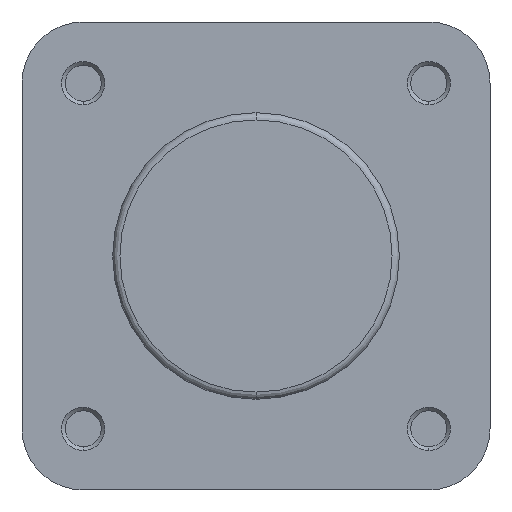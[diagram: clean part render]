
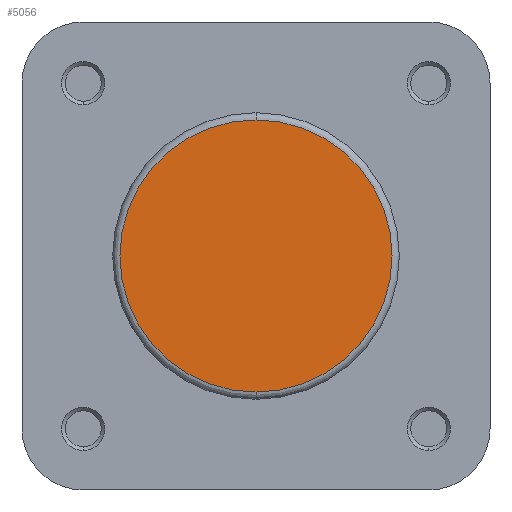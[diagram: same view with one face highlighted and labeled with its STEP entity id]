
A CAD part, left-side view. The second image highlights one B-rep face of the part: STEP entity #5056.
In plain terms, the highlighted planar face has unit normal (-1, 0, 0).
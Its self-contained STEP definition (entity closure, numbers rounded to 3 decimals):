
#86 = CARTESIAN_POINT ( 'NONE',  ( 21., 0., 0. ) ) ;
#93 = DIRECTION ( 'NONE',  ( -1., 0., 0. ) ) ;
#94 = DIRECTION ( 'NONE',  ( 0., 0., -1. ) ) ;
#1212 = PLANE ( 'NONE',  #3436 ) ;
#1215 = CARTESIAN_POINT ( 'NONE',  ( 21., 19.9, 0. ) ) ;
#1227 = DIRECTION ( 'NONE',  ( 1., 0., 0. ) ) ;
#1228 = DIRECTION ( 'NONE',  ( 0., 0., -1. ) ) ;
#1263 = CARTESIAN_POINT ( 'NONE',  ( 21., 0., -18.9 ) ) ;
#1270 = CARTESIAN_POINT ( 'NONE',  ( 21., 0., 18.9 ) ) ;
#1939 = EDGE_LOOP ( 'NONE', ( #2557, #2556 ) ) ;
#2556 = ORIENTED_EDGE ( 'NONE', *, *, #2973, .T. ) ;
#2557 = ORIENTED_EDGE ( 'NONE', *, *, #2912, .T. ) ;
#2912 = EDGE_CURVE ( 'NONE', #5388, #5400, #3524, .T. ) ;
#2973 = EDGE_CURVE ( 'NONE', #5400, #5388, #3614, .T. ) ;
#3119 = AXIS2_PLACEMENT_3D ( 'NONE', #5266, #5306, #5239 ) ;
#3148 = AXIS2_PLACEMENT_3D ( 'NONE', #86, #93, #94 ) ;
#3436 = AXIS2_PLACEMENT_3D ( 'NONE', #1215, #1227, #1228 ) ;
#3524 = CIRCLE ( 'NONE', #3119, 18.9 ) ;
#3614 = CIRCLE ( 'NONE', #3148, 18.9 ) ;
#4283 = FACE_OUTER_BOUND ( 'NONE', #1939, .T. ) ;
#5056 = ADVANCED_FACE ( 'NONE', ( #4283 ), #1212, .F. ) ;
#5239 = DIRECTION ( 'NONE',  ( 0., 0., -1. ) ) ;
#5266 = CARTESIAN_POINT ( 'NONE',  ( 21., 0., 0. ) ) ;
#5306 = DIRECTION ( 'NONE',  ( -1., 0., 0. ) ) ;
#5388 = VERTEX_POINT ( 'NONE', #1263 ) ;
#5400 = VERTEX_POINT ( 'NONE', #1270 ) ;
